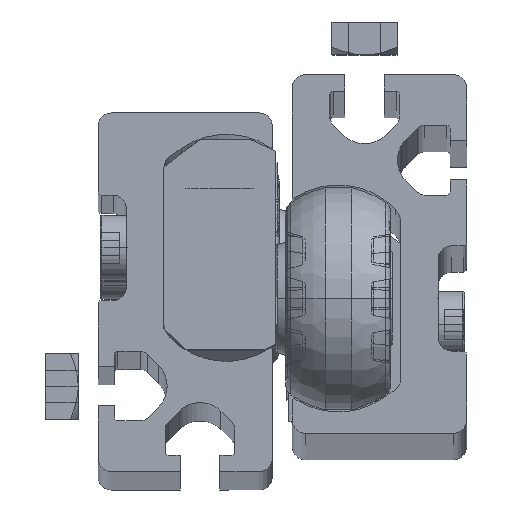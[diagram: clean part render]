
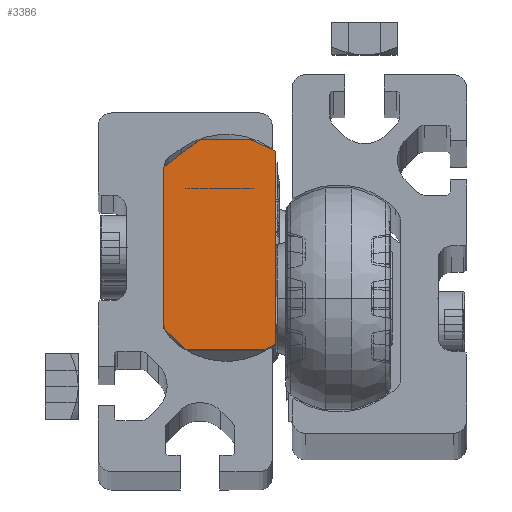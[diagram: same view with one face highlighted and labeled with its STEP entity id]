
A CAD part, top view. The second image highlights one B-rep face of the part: STEP entity #3386.
In plain terms, the highlighted face is planar.
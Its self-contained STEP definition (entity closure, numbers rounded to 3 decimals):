
#527 = CARTESIAN_POINT ( 'NONE',  ( 19., -12.2, 8.5 ) ) ;
#860 = VERTEX_POINT ( 'NONE', #13916 ) ;
#1052 = CARTESIAN_POINT ( 'NONE',  ( 19., 12.203, 8.5 ) ) ;
#1572 = CARTESIAN_POINT ( 'NONE',  ( 19., 16.5, -4.6 ) ) ;
#2043 = CARTESIAN_POINT ( 'NONE',  ( 19., -15.5, 5.2 ) ) ;
#2497 = DIRECTION ( 'NONE',  ( 0., -0.707, -0.707 ) ) ;
#2559 = DIRECTION ( 'NONE',  ( 0., -1., 0. ) ) ;
#3078 = VECTOR ( 'NONE', #4901, 1000. ) ;
#3227 = VECTOR ( 'NONE', #23380, 1000. ) ;
#3386 = ADVANCED_FACE ( 'NONE', ( #18524 ), #3999, .F. ) ;
#3470 = VECTOR ( 'NONE', #2497, 1000. ) ;
#3518 = LINE ( 'NONE', #527, #4573 ) ;
#3671 = CARTESIAN_POINT ( 'NONE',  ( 19., 14.681, -8.5 ) ) ;
#3777 = ORIENTED_EDGE ( 'NONE', *, *, #9369, .F. ) ;
#3999 = PLANE ( 'NONE',  #4821 ) ;
#4180 = CARTESIAN_POINT ( 'NONE',  ( 19., 16.5, -4.6 ) ) ;
#4324 = VECTOR ( 'NONE', #6710, 1000. ) ;
#4573 = VECTOR ( 'NONE', #9282, 1000. ) ;
#4821 = AXIS2_PLACEMENT_3D ( 'NONE', #11432, #13225, #16453 ) ;
#4901 = DIRECTION ( 'NONE',  ( 0., 0.616, -0.788 ) ) ;
#5419 = LINE ( 'NONE', #1572, #3227 ) ;
#6710 = DIRECTION ( 'NONE',  ( 0., 0., -1. ) ) ;
#6792 = VERTEX_POINT ( 'NONE', #11757 ) ;
#7044 = VECTOR ( 'NONE', #13408, 1000. ) ;
#8008 = CARTESIAN_POINT ( 'NONE',  ( 19., -14.661, -8.5 ) ) ;
#8452 = VERTEX_POINT ( 'NONE', #12654 ) ;
#9105 = EDGE_CURVE ( 'NONE', #8452, #860, #5419, .T. ) ;
#9282 = DIRECTION ( 'NONE',  ( 0., 1., 0. ) ) ;
#9369 = EDGE_CURVE ( 'NONE', #22474, #17840, #11872, .T. ) ;
#9455 = ORIENTED_EDGE ( 'NONE', *, *, #21388, .T. ) ;
#9902 = LINE ( 'NONE', #8008, #13805 ) ;
#10276 = LINE ( 'NONE', #16355, #4324 ) ;
#10522 = VECTOR ( 'NONE', #2559, 1000. ) ;
#11127 = ORIENTED_EDGE ( 'NONE', *, *, #21344, .F. ) ;
#11432 = CARTESIAN_POINT ( 'NONE',  ( 19., 1.5, 22.2 ) ) ;
#11747 = LINE ( 'NONE', #4180, #7044 ) ;
#11757 = CARTESIAN_POINT ( 'NONE',  ( 19., -12.2, 8.5 ) ) ;
#11872 = LINE ( 'NONE', #20991, #10522 ) ;
#12654 = CARTESIAN_POINT ( 'NONE',  ( 19., 16.5, -4.6 ) ) ;
#12844 = CARTESIAN_POINT ( 'NONE',  ( 19., -14.661, -8.5 ) ) ;
#13225 = DIRECTION ( 'NONE',  ( -1., 0., 0. ) ) ;
#13408 = DIRECTION ( 'NONE',  ( 0., -0.423, -0.906 ) ) ;
#13805 = VECTOR ( 'NONE', #18792, 1000. ) ;
#13886 = CARTESIAN_POINT ( 'NONE',  ( 19., -15.5, -6.7 ) ) ;
#13916 = CARTESIAN_POINT ( 'NONE',  ( 19., 16.5, 3. ) ) ;
#13929 = EDGE_CURVE ( 'NONE', #14994, #20116, #10276, .T. ) ;
#14842 = ORIENTED_EDGE ( 'NONE', *, *, #18292, .F. ) ;
#14994 = VERTEX_POINT ( 'NONE', #2043 ) ;
#15083 = ORIENTED_EDGE ( 'NONE', *, *, #13929, .T. ) ;
#15583 = ORIENTED_EDGE ( 'NONE', *, *, #9105, .T. ) ;
#15815 = LINE ( 'NONE', #21416, #3078 ) ;
#15891 = EDGE_CURVE ( 'NONE', #19002, #860, #15815, .T. ) ;
#15967 = ORIENTED_EDGE ( 'NONE', *, *, #20534, .F. ) ;
#16355 = CARTESIAN_POINT ( 'NONE',  ( 19., -15.5, 5.2 ) ) ;
#16453 = DIRECTION ( 'NONE',  ( 0., 0., 1. ) ) ;
#17541 = ORIENTED_EDGE ( 'NONE', *, *, #15891, .F. ) ;
#17840 = VERTEX_POINT ( 'NONE', #12844 ) ;
#18292 = EDGE_CURVE ( 'NONE', #8452, #22474, #11747, .T. ) ;
#18524 = FACE_OUTER_BOUND ( 'NONE', #20777, .T. ) ;
#18792 = DIRECTION ( 'NONE',  ( 0., -0.423, 0.906 ) ) ;
#19002 = VERTEX_POINT ( 'NONE', #1052 ) ;
#20116 = VERTEX_POINT ( 'NONE', #13886 ) ;
#20534 = EDGE_CURVE ( 'NONE', #6792, #19002, #3518, .T. ) ;
#20777 = EDGE_LOOP ( 'NONE', ( #17541, #15967, #9455, #15083, #11127, #3777, #14842, #15583 ) ) ;
#20991 = CARTESIAN_POINT ( 'NONE',  ( 19., 14.681, -8.5 ) ) ;
#21344 = EDGE_CURVE ( 'NONE', #17840, #20116, #9902, .T. ) ;
#21388 = EDGE_CURVE ( 'NONE', #6792, #14994, #22237, .T. ) ;
#21416 = CARTESIAN_POINT ( 'NONE',  ( 19., 12.203, 8.5 ) ) ;
#22237 = LINE ( 'NONE', #22487, #3470 ) ;
#22474 = VERTEX_POINT ( 'NONE', #3671 ) ;
#22487 = CARTESIAN_POINT ( 'NONE',  ( 19., -12.2, 8.5 ) ) ;
#23380 = DIRECTION ( 'NONE',  ( 0., 0., 1. ) ) ;
